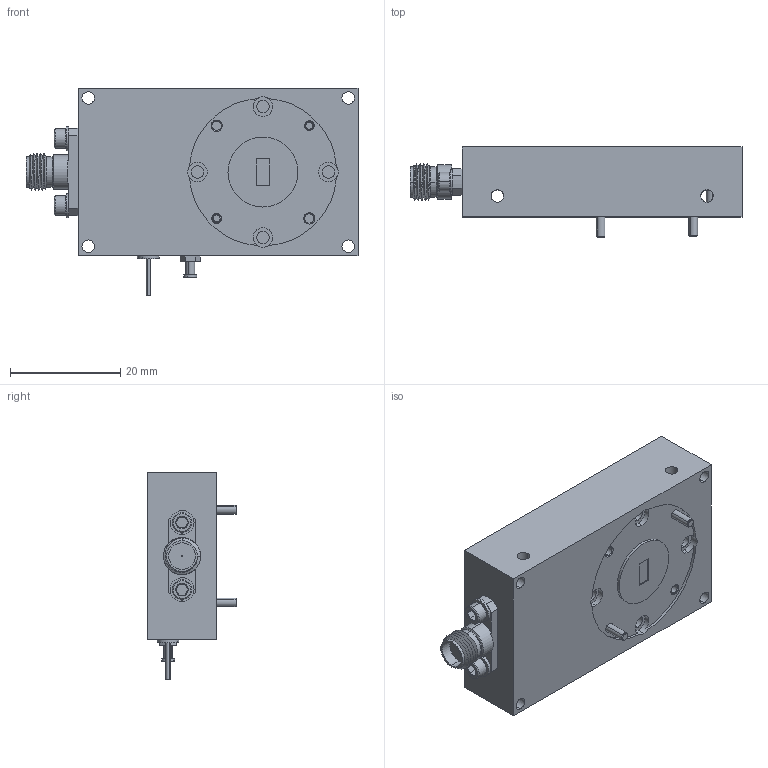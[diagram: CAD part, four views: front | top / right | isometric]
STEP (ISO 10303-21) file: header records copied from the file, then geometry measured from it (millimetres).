
FILE_DESCRIPTION (( 'STEP AP203' ), '1' );
FILE_NAME ('SFA-194SF-S1 Defeatured.STEP', '2018-08-02T00:02:13', ( '' ), ( '' ), 'SwSTEP 2.0', 'SolidWorks 2016', '' );
FILE_SCHEMA (( 'CONFIG_CONTROL_DESIGN' ));
Length unit declared in the file: inch
Products named in the file (1): SFA-194SF-S1 Defeatured
Bounding box: 60.33 x 16.32 x 37.72 mm (x, y, z)
Surface area: 7149 mm2 (no closed solid volume)
Topology: 0 solids, 22 shells, 321 faces, 987 edges, 692 vertices
Faces by surface type: plane 151, cylinder 101, cone 64, bspline 3, torus 2
Entity records: 12835 total; most frequent: CARTESIAN_POINT 4232, DIRECTION 1717, ORIENTED_EDGE 1681, EDGE_CURVE 979, VERTEX_POINT 692, AXIS2_PLACEMENT_3D 619, VECTOR 479, LINE 479
